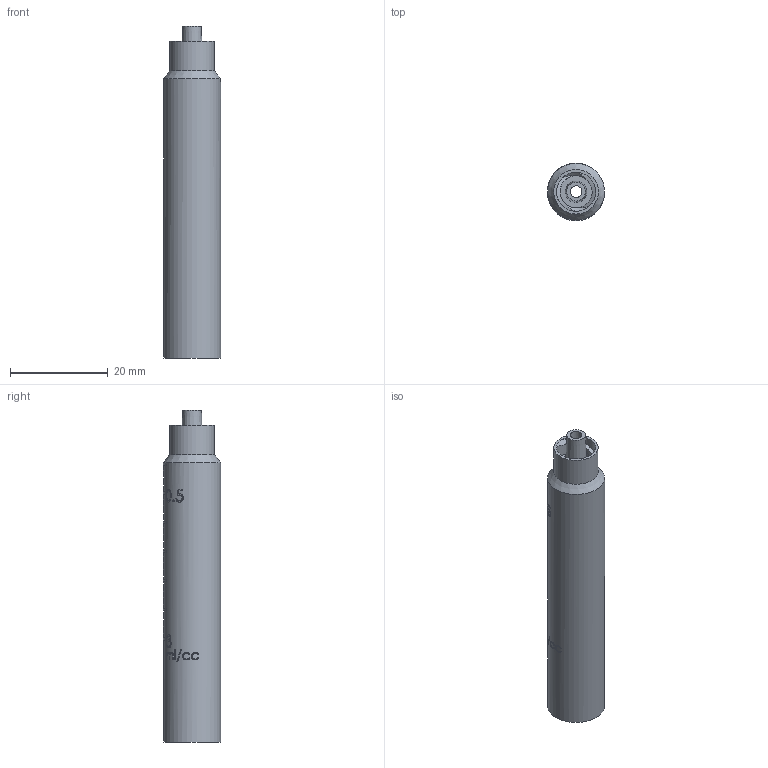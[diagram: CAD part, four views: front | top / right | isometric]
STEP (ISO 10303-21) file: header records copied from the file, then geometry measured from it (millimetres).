
FILE_DESCRIPTION(/* description */ ('STEP AP242','CAx-IF Rec.Pracs.---Representation and Presentation of Product Manufacturing Information (PMI)---4.0---2014-10-13','CAx-IF Rec.Pracs.---3D Tessellated Geometry---0.4---2014-09-14','2;1'),/* implementation_level */ '2;1');
FILE_NAME(/* name */ 'Assembly - 7510A651_Plastic Syringe (5)',/* time_stamp */ '2025-07-23T17:14:12Z',/* author */ (''),/* organization */ (''),/* preprocessor_version */ 'ST-DEVELOPER v20',/* originating_system */ 'ONSHAPE BY PTC INC, 1.201',/* authorisation */ ' ');
FILE_SCHEMA (('AP242_MANAGED_MODEL_BASED_3D_ENGINEERING_MIM_LF { 1 0 10303 442 1 1 4 }'));
Length unit declared in the file: metre
Products named in the file (1): 7510A651_Plastic Syringe
Bounding box: 11.71 x 11.71 x 68.02 mm (x, y, z)
Volume: 2679.1 mm3; surface area: 4549.2 mm2
Topology: 1 solids, 1 shells, 279 faces, 699 edges, 465 vertices
Faces by surface type: plane 157, bspline 65, cylinder 50, cone 6, sphere 1
Full cylindrical faces by diameter (mm): 9.144 x2, 11.684 x1
Entity records: 18225 total; most frequent: CARTESIAN_POINT 11865, ORIENTED_EDGE 1382, DIRECTION 1148, EDGE_CURVE 691, VERTEX_POINT 464, AXIS2_PLACEMENT_3D 398, LINE 352, VECTOR 352
